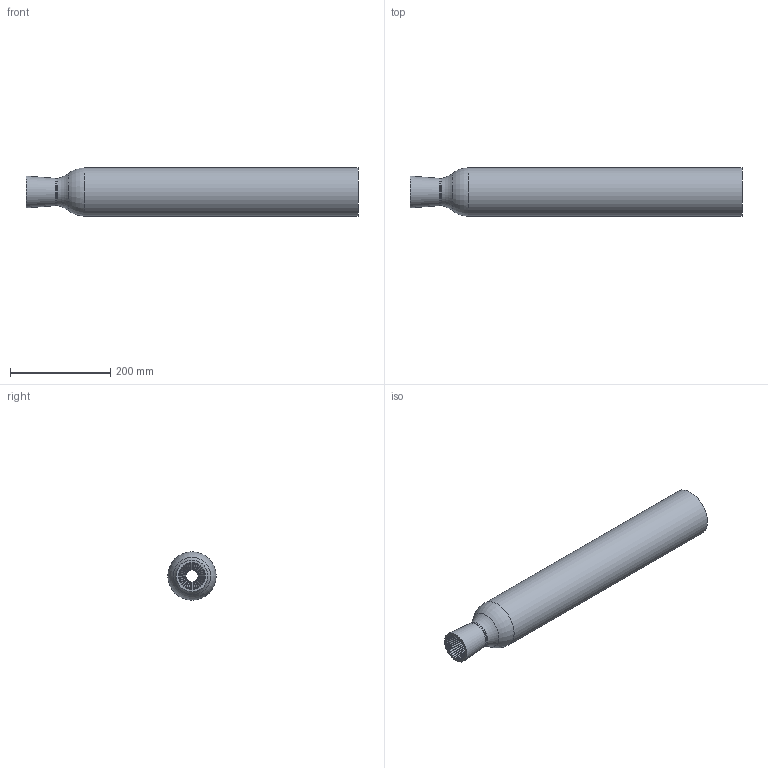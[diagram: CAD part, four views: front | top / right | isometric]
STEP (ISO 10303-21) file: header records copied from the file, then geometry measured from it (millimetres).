
FILE_DESCRIPTION(('STEP AP242'), '1');
FILE_NAME('Chamber -C resized', '', ('UNSPECIFIED'), ('UNSPECIFIED'), 'C3D Converter', 'C3D Toolkit', '');
FILE_SCHEMA(('AP242_MANAGED_MODEL_BASED_3D_ENGINEERING_MIM_LF { 1 0 10303 442 1 1 4 }'));
Length unit declared in the file: millimetre
Bounding box: 661.61 x 96.29 x 96.29 mm (x, y, z)
Volume: 1697419.4 mm3; surface area: 343730.6 mm2
Topology: 1 solids, 1 shells, 206 faces, 410 edges, 206 vertices
Faces by surface type: cone 194, torus 8, cylinder 2, plane 2
Full cylindrical faces by diameter (mm): 76.288 x1, 96.288 x1
Entity records: 4168 total; most frequent: DIRECTION 826, CARTESIAN_POINT 619, AXIS2_PLACEMENT_3D 413, EDGE_LOOP 412, ORIENTED_EDGE 412, FACE_OUTER_BOUND 408, ADVANCED_FACE 206, EDGE_CURVE 206
